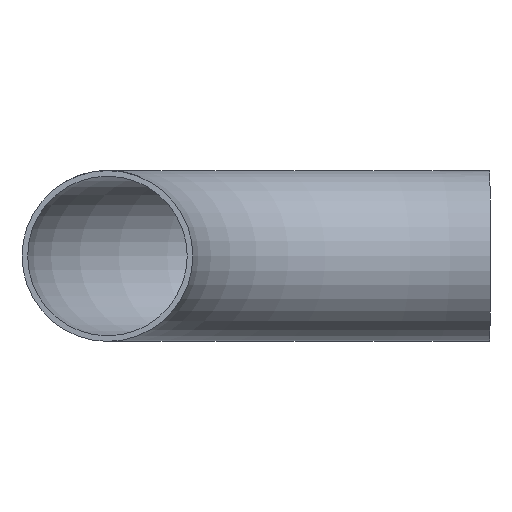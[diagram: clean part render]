
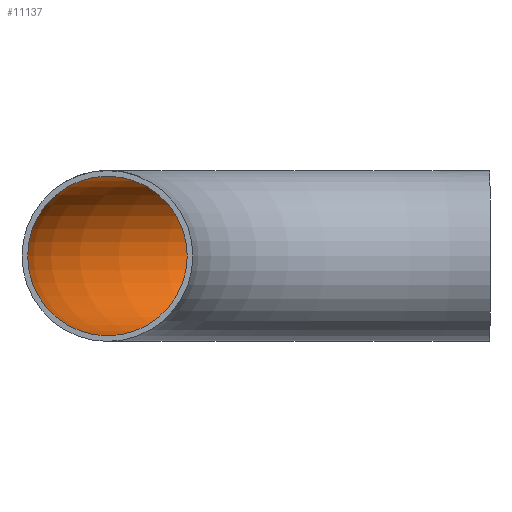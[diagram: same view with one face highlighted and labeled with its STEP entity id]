
A CAD part, front view. The second image highlights one B-rep face of the part: STEP entity #11137.
In plain terms, the highlighted toroidal (fillet/blend) face has major radius 135 mm and minor radius 28.15 mm.
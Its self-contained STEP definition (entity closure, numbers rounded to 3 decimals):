
#899 = EDGE_CURVE ( 'NONE', #1636, #1636, #9758, .T. ) ;
#1059 = ORIENTED_EDGE ( 'NONE', *, *, #5956, .T. ) ;
#1636 = VERTEX_POINT ( 'NONE', #18714 ) ;
#1767 = DIRECTION ( 'NONE',  ( 1., 0., 0. ) ) ;
#3708 = CARTESIAN_POINT ( 'NONE',  ( 0., 163.15, 0. ) ) ;
#4160 = DIRECTION ( 'NONE',  ( 0., 0., -1. ) ) ;
#4722 = CARTESIAN_POINT ( 'NONE',  ( -135., 0., 0. ) ) ;
#5956 = EDGE_CURVE ( 'NONE', #6904, #6904, #21212, .T. ) ;
#6220 = ORIENTED_EDGE ( 'NONE', *, *, #899, .F. ) ;
#6904 = VERTEX_POINT ( 'NONE', #3708 ) ;
#7989 = TOROIDAL_SURFACE ( 'NONE', #10463, 135., 28.15 ) ;
#9758 = CIRCLE ( 'NONE', #16088, 28.15 ) ;
#10149 = CARTESIAN_POINT ( 'NONE',  ( 0., 135., 0. ) ) ;
#10463 = AXIS2_PLACEMENT_3D ( 'NONE', #14214, #4160, #10899 ) ;
#10899 = DIRECTION ( 'NONE',  ( -1., 0., 0. ) ) ;
#11137 = ADVANCED_FACE ( 'NONE', ( #16288, #17498 ), #7989, .F. ) ;
#11252 = DIRECTION ( 'NONE',  ( 0., 0., 1. ) ) ;
#12087 = AXIS2_PLACEMENT_3D ( 'NONE', #10149, #1767, #13669 ) ;
#12553 = EDGE_LOOP ( 'NONE', ( #1059 ) ) ;
#13669 = DIRECTION ( 'NONE',  ( 0., 1., 0. ) ) ;
#14214 = CARTESIAN_POINT ( 'NONE',  ( 0., 0., 0. ) ) ;
#14892 = DIRECTION ( 'NONE',  ( 0., 1., 0. ) ) ;
#16088 = AXIS2_PLACEMENT_3D ( 'NONE', #4722, #14892, #11252 ) ;
#16288 = FACE_OUTER_BOUND ( 'NONE', #12553, .T. ) ;
#17498 = FACE_OUTER_BOUND ( 'NONE', #17800, .T. ) ;
#17800 = EDGE_LOOP ( 'NONE', ( #6220 ) ) ;
#18714 = CARTESIAN_POINT ( 'NONE',  ( -135., 0., 28.15 ) ) ;
#21212 = CIRCLE ( 'NONE', #12087, 28.15 ) ;
